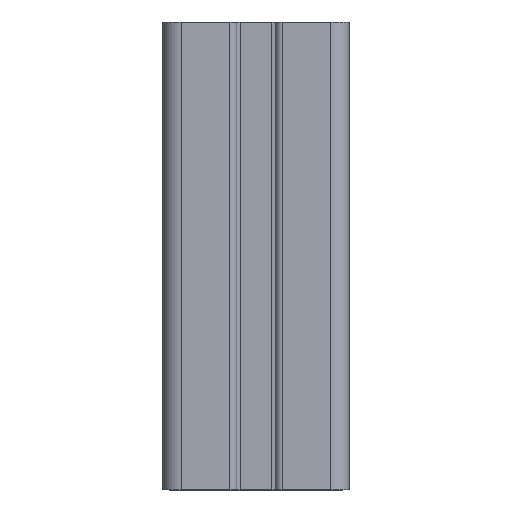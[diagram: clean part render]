
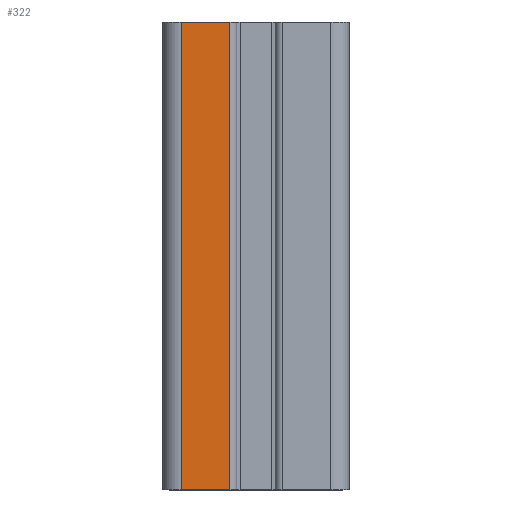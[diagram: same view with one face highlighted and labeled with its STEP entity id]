
A CAD part, top view. The second image highlights one B-rep face of the part: STEP entity #322.
In plain terms, the highlighted planar face has unit normal (0, 0, 1).
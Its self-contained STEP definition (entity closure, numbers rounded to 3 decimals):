
#322 = ADVANCED_FACE( '', ( #680 ), #681, .T. );
#680 = FACE_OUTER_BOUND( '', #1077, .T. );
#681 = PLANE( '', #1078 );
#1077 = EDGE_LOOP( '', ( #1893, #1894, #1895, #1896 ) );
#1078 = AXIS2_PLACEMENT_3D( '', #1897, #1898, #1899 );
#1893 = ORIENTED_EDGE( '', *, *, #2849, .F. );
#1894 = ORIENTED_EDGE( '', *, *, #2798, .F. );
#1895 = ORIENTED_EDGE( '', *, *, #2850, .T. );
#1896 = ORIENTED_EDGE( '', *, *, #2560, .T. );
#1897 = CARTESIAN_POINT( '', ( -16., 100., 16. ) );
#1898 = DIRECTION( '', ( 0., 0., 1. ) );
#1899 = DIRECTION( '', ( 0., -1., 0. ) );
#2560 = EDGE_CURVE( '', #3128, #3125, #3129, .T. );
#2798 = EDGE_CURVE( '', #3508, #3506, #3510, .T. );
#2849 = EDGE_CURVE( '', #3506, #3125, #3581, .T. );
#2850 = EDGE_CURVE( '', #3508, #3128, #3582, .T. );
#3125 = VERTEX_POINT( '', #3923 );
#3128 = VERTEX_POINT( '', #3926 );
#3129 = LINE( '', #3927, #3928 );
#3506 = VERTEX_POINT( '', #4438 );
#3508 = VERTEX_POINT( '', #4440 );
#3510 = LINE( '', #4442, #4443 );
#3581 = LINE( '', #4532, #4533 );
#3582 = LINE( '', #4534, #4535 );
#3923 = CARTESIAN_POINT( '', ( -16., 0., 16. ) );
#3926 = CARTESIAN_POINT( '', ( -16., 100., 16. ) );
#3927 = CARTESIAN_POINT( '', ( -16., 100., 16. ) );
#3928 = VECTOR( '', #4853, 1000. );
#4438 = CARTESIAN_POINT( '', ( -5.6, 0., 16. ) );
#4440 = CARTESIAN_POINT( '', ( -5.6, 100., 16. ) );
#4442 = CARTESIAN_POINT( '', ( -5.6, 100., 16. ) );
#4443 = VECTOR( '', #5134, 1000. );
#4532 = CARTESIAN_POINT( '', ( -16., 0., 16. ) );
#4533 = VECTOR( '', #5207, 1000. );
#4534 = CARTESIAN_POINT( '', ( -16., 100., 16. ) );
#4535 = VECTOR( '', #5208, 1000. );
#4853 = DIRECTION( '', ( 0., -1., 0. ) );
#5134 = DIRECTION( '', ( 0., -1., 0. ) );
#5207 = DIRECTION( '', ( -1., 0., 0. ) );
#5208 = DIRECTION( '', ( -1., 0., 0. ) );
